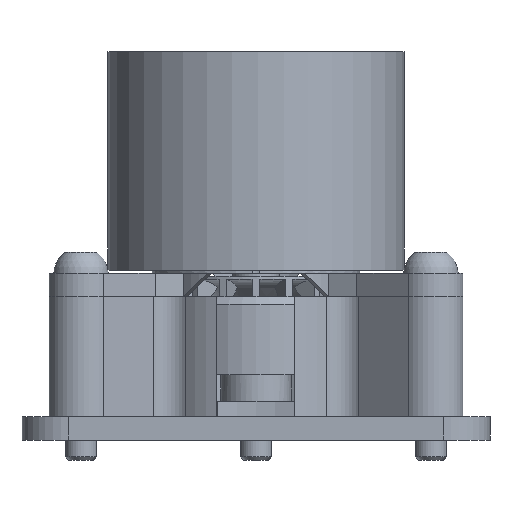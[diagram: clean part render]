
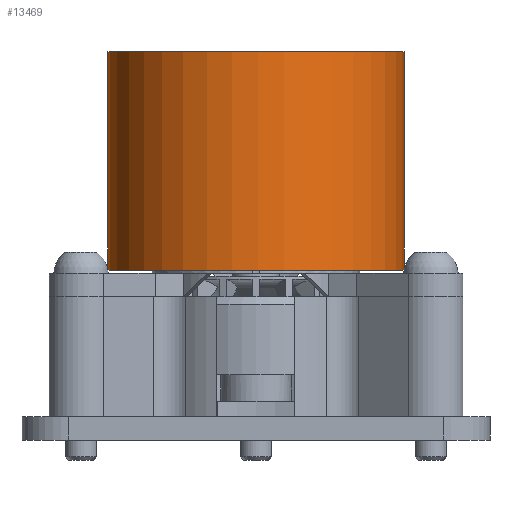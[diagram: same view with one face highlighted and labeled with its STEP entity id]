
A CAD part, front view. The second image highlights one B-rep face of the part: STEP entity #13469.
In plain terms, the highlighted cylindrical face has radius 9.5 mm (diameter 19 mm), a full revolution.
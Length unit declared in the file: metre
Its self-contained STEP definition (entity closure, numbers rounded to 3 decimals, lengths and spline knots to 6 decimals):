
#6117=ORIENTED_EDGE('',*,*,#8288,.F.);
#6118=ORIENTED_EDGE('',*,*,#8289,.F.);
#8288=EDGE_CURVE('',#9650,#9650,#10514,.F.);
#8289=EDGE_CURVE('',#9651,#9651,#10515,.T.);
#9650=VERTEX_POINT('',#27746);
#9651=VERTEX_POINT('',#27748);
#10514=CIRCLE('',#16069,0.0095);
#10515=CIRCLE('',#16070,0.0095);
#11409=EDGE_LOOP('',(#6117));
#11410=EDGE_LOOP('',(#6118));
#12388=FACE_BOUND('',#11409,.T.);
#12389=FACE_BOUND('',#11410,.T.);
#12728=CYLINDRICAL_SURFACE('',#16068,0.0095);
#13469=ADVANCED_FACE('',(#12388,#12389),#12728,.T.);
#16068=AXIS2_PLACEMENT_3D('',#27744,#19909,#19910);
#16069=AXIS2_PLACEMENT_3D('',#27745,#19911,#19912);
#16070=AXIS2_PLACEMENT_3D('',#27747,#19913,#19914);
#19909=DIRECTION('',(0.,0.,-1.));
#19910=DIRECTION('',(-1.,0.,0.));
#19911=DIRECTION('',(0.,0.,1.));
#19912=DIRECTION('',(1.,0.,0.));
#19913=DIRECTION('',(0.,0.,1.));
#19914=DIRECTION('',(1.,0.,0.));
#27744=CARTESIAN_POINT('',(0.,0.,0.0207));
#27745=CARTESIAN_POINT('',(0.,0.,0.0109));
#27746=CARTESIAN_POINT('',(0.0095,0.,0.0109));
#27747=CARTESIAN_POINT('',(0.,0.,0.0249));
#27748=CARTESIAN_POINT('',(0.0095,0.,0.0249));
